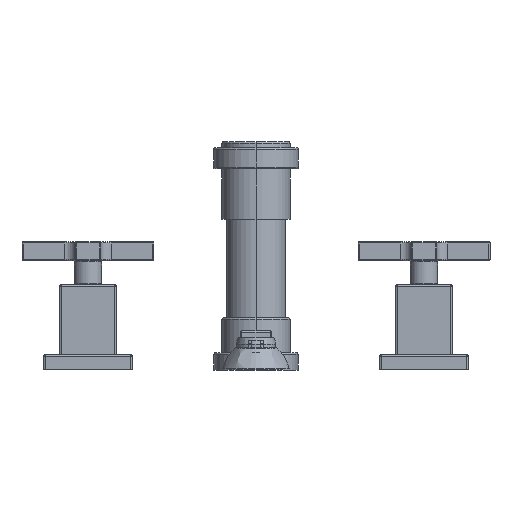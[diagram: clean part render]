
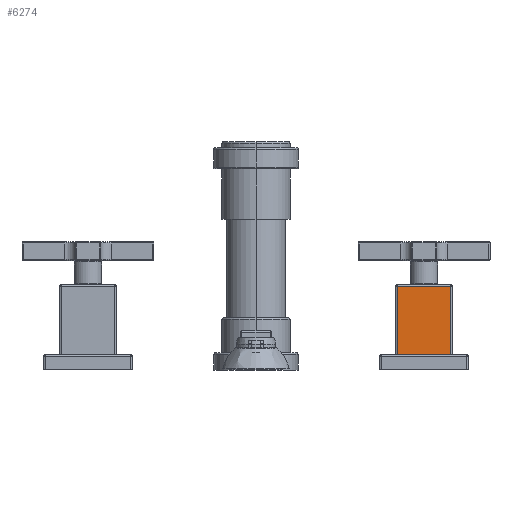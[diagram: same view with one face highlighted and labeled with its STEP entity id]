
A CAD part, top view. The second image highlights one B-rep face of the part: STEP entity #6274.
In plain terms, the highlighted planar face has unit normal (0, 0, 1).
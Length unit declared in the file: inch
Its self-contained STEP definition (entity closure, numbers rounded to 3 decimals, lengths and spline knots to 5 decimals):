
#4511=DIRECTION('',(0.,-1.,0.));
#4512=VECTOR('',#4511,1.64);
#4513=CARTESIAN_POINT('',(3.36,1.99,0.58));
#4514=LINE('',#4513,#4512);
#4515=DIRECTION('',(1.,0.,0.));
#4516=VECTOR('',#4515,1.28);
#4517=CARTESIAN_POINT('',(3.36,1.99,0.58));
#4518=LINE('',#4517,#4516);
#4519=DIRECTION('',(0.,-1.,0.));
#4520=VECTOR('',#4519,1.64);
#4521=CARTESIAN_POINT('',(4.64,1.99,0.58));
#4522=LINE('',#4521,#4520);
#4548=DIRECTION('',(1.,0.,0.));
#4549=VECTOR('',#4548,1.28);
#4550=CARTESIAN_POINT('',(3.36,0.35,0.58));
#4551=LINE('',#4550,#4549);
#4847=CARTESIAN_POINT('',(3.36,1.99,0.58));
#4848=CARTESIAN_POINT('',(4.64,1.99,0.58));
#4849=VERTEX_POINT('',#4847);
#4850=VERTEX_POINT('',#4848);
#4875=CARTESIAN_POINT('',(3.36,0.35,0.58));
#4876=CARTESIAN_POINT('',(4.64,0.35,0.58));
#4877=VERTEX_POINT('',#4875);
#4878=VERTEX_POINT('',#4876);
#6260=CARTESIAN_POINT('',(3.33,0.35,0.58));
#6261=DIRECTION('',(0.,0.,1.));
#6262=DIRECTION('',(1.,0.,0.));
#6263=AXIS2_PLACEMENT_3D('',#6260,#6261,#6262);
#6264=PLANE('',#6263);
#6266=ORIENTED_EDGE('',*,*,#6265,.F.);
#6268=ORIENTED_EDGE('',*,*,#6267,.F.);
#6269=ORIENTED_EDGE('',*,*,#6250,.T.);
#6271=ORIENTED_EDGE('',*,*,#6270,.T.);
#6272=EDGE_LOOP('',(#6266,#6268,#6269,#6271));
#6273=FACE_OUTER_BOUND('',#6272,.F.);
#6274=ADVANCED_FACE('',(#6273),#6264,.T.);
#6250=EDGE_CURVE('',#4849,#4850,#4518,.T.);
#6265=EDGE_CURVE('',#4877,#4878,#4551,.T.);
#6267=EDGE_CURVE('',#4849,#4877,#4514,.T.);
#6270=EDGE_CURVE('',#4850,#4878,#4522,.T.);
